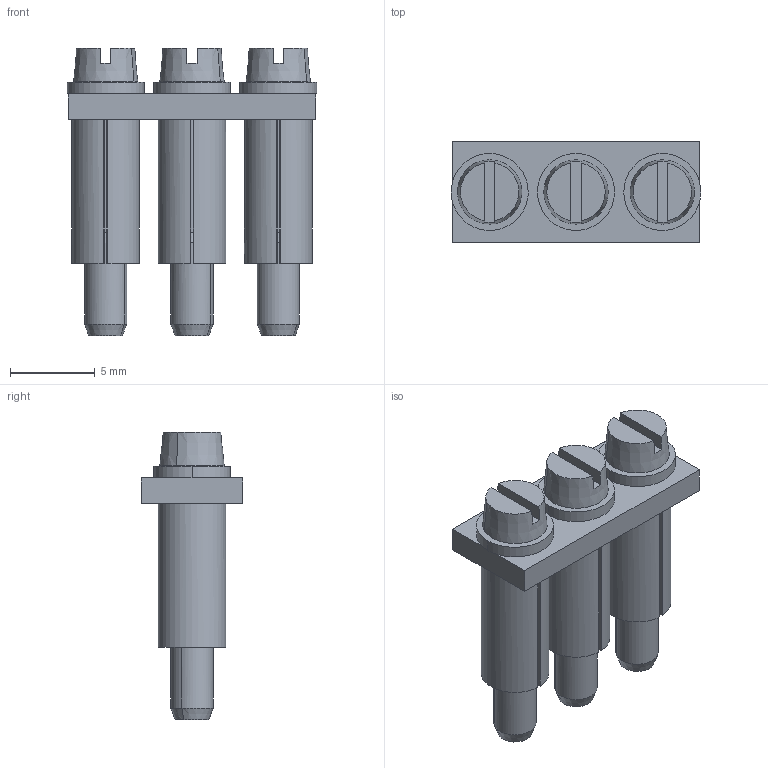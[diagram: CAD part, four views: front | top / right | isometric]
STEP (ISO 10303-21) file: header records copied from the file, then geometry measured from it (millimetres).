
FILE_DESCRIPTION(('CATIA V5 STEP Exchange','CAx-IF Rec.Pracs.--- Model Styling and Organization---1.5--- 2016-08-15','CAx-IF Rec.Pracs.---Supplemental Geometry---1.0---2011-11-01','CAx-IF Rec.Pracs.--- Composite Materials ---1.1---2010-07-15'),'2;1');
FILE_NAME ('001887-2_0', '2025-09-19T07:17:47+00:00', ('none'), ('Weidmueller'), 'CATIA Version 5-6 Release 2024 SP4', 'CATIA V5 STEP AP214 v3', 'none');
FILE_SCHEMA(('AUTOMOTIVE_DESIGN { 1 0 10303 214 1 1 1 1 }'));
Length unit declared in the file: millimetre
Products named in the file (1): Produkt1_AllCATPart
Bounding box: 14.75 x 6 x 17 mm (x, y, z)
Volume: 535.1 mm3; surface area: 1432.5 mm2
Topology: 10 solids, 10 shells, 105 faces, 234 edges, 152 vertices
Faces by surface type: plane 45, cylinder 36, cone 18, torus 6
Entity records: 3010 total; most frequent: CARTESIAN_POINT 821, ORIENTED_EDGE 468, DIRECTION 350, EDGE_CURVE 234, AXIS2_PLACEMENT_3D 177, VERTEX_POINT 152, EDGE_LOOP 120, ADVANCED_FACE 105
